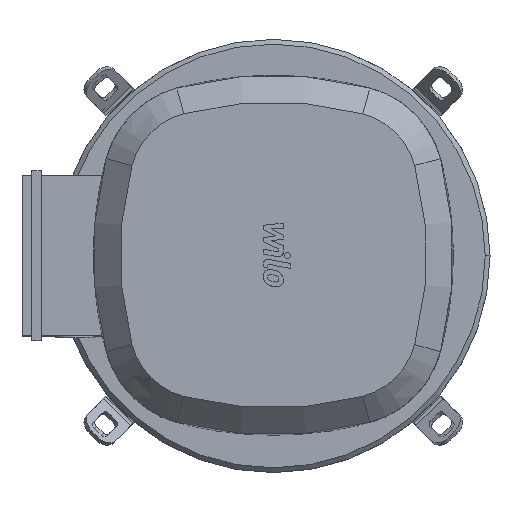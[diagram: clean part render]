
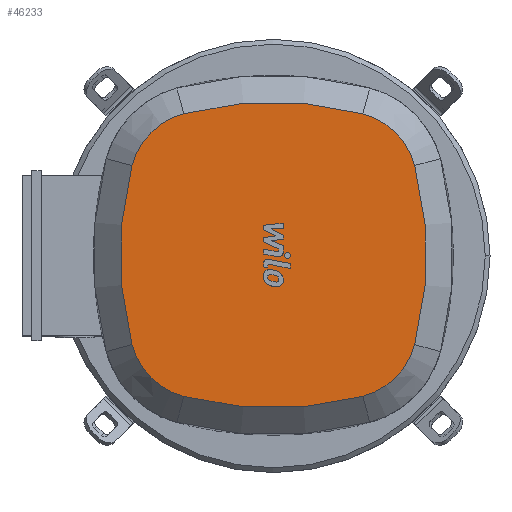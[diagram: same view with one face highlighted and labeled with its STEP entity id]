
A CAD part, top view. The second image highlights one B-rep face of the part: STEP entity #46233.
In plain terms, the highlighted planar face has unit normal (0, 0, 1).
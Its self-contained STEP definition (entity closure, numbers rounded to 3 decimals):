
#45868=CARTESIAN_POINT('',(-146.784,-92.992,1767.0));
#45869=VERTEX_POINT('',#45868);
#45887=CARTESIAN_POINT('',(-92.992,-146.784,1767.0));
#45888=VERTEX_POINT('',#45887);
#45895=CARTESIAN_POINT('',(-73.362,-73.362,1767.0));
#45896=DIRECTION('',(0.0,0.0,-1.0));
#45897=DIRECTION('',(0.0,-1.0,0.0));
#45898=AXIS2_PLACEMENT_3D('',#45895,#45896,#45897);
#45899=CIRCLE('',#45898,76.);
#45900=EDGE_CURVE('',#45888,#45869,#45899,.T.);
#45910=CARTESIAN_POINT('',(-146.784,92.992,1767.0));
#45911=VERTEX_POINT('',#45910);
#45928=CARTESIAN_POINT('',(201.037,0.,1767.0));
#45929=DIRECTION('',(0.0,0.0,-1.));
#45930=DIRECTION('',(-0.966,0.258,0.0));
#45931=AXIS2_PLACEMENT_3D('',#45928,#45929,#45930);
#45932=CIRCLE('',#45931,360.037);
#45933=EDGE_CURVE('',#45869,#45911,#45932,.T.);
#45945=CARTESIAN_POINT('',(92.992,-146.784,1767.0));
#45946=VERTEX_POINT('',#45945);
#45953=CARTESIAN_POINT('',(0.,201.037,1767.0));
#45954=DIRECTION('',(0.0,0.0,-1.0));
#45955=DIRECTION('',(-0.258,-0.966,0.0));
#45956=AXIS2_PLACEMENT_3D('',#45953,#45954,#45955);
#45957=CIRCLE('',#45956,360.037);
#45958=EDGE_CURVE('',#45946,#45888,#45957,.T.);
#45976=CARTESIAN_POINT('',(-92.992,146.784,1767.0));
#45977=VERTEX_POINT('',#45976);
#45994=CARTESIAN_POINT('',(-73.362,73.362,1767.0));
#45995=DIRECTION('',(0.0,0.0,-1.0));
#45996=DIRECTION('',(-1.0,0.0,0.0));
#45997=AXIS2_PLACEMENT_3D('',#45994,#45995,#45996);
#45998=CIRCLE('',#45997,76.0);
#45999=EDGE_CURVE('',#45911,#45977,#45998,.T.);
#46011=CARTESIAN_POINT('',(146.784,-92.992,1767.0));
#46012=VERTEX_POINT('',#46011);
#46019=CARTESIAN_POINT('',(73.362,-73.362,1767.0));
#46020=DIRECTION('',(0.0,0.0,-1.0));
#46021=DIRECTION('',(1.0,0.0,0.0));
#46022=AXIS2_PLACEMENT_3D('',#46019,#46020,#46021);
#46023=CIRCLE('',#46022,76.0);
#46024=EDGE_CURVE('',#46012,#45946,#46023,.T.);
#46042=CARTESIAN_POINT('',(92.992,146.784,1767.0));
#46043=VERTEX_POINT('',#46042);
#46060=CARTESIAN_POINT('',(0.,-201.037,1767.0));
#46061=DIRECTION('',(0.0,0.0,-1.));
#46062=DIRECTION('',(0.258,0.966,0.0));
#46063=AXIS2_PLACEMENT_3D('',#46060,#46061,#46062);
#46064=CIRCLE('',#46063,360.037);
#46065=EDGE_CURVE('',#45977,#46043,#46064,.T.);
#46077=CARTESIAN_POINT('',(146.784,92.992,1767.0));
#46078=VERTEX_POINT('',#46077);
#46085=CARTESIAN_POINT('',(-201.037,0.,1767.0));
#46086=DIRECTION('',(0.0,0.0,-1.));
#46087=DIRECTION('',(0.966,-0.258,0.0));
#46088=AXIS2_PLACEMENT_3D('',#46085,#46086,#46087);
#46089=CIRCLE('',#46088,360.037);
#46090=EDGE_CURVE('',#46078,#46012,#46089,.T.);
#46109=CARTESIAN_POINT('',(73.362,73.362,1767.0));
#46110=DIRECTION('',(0.0,0.0,-1.0));
#46111=DIRECTION('',(0.0,1.0,0.0));
#46112=AXIS2_PLACEMENT_3D('',#46109,#46110,#46111);
#46113=CIRCLE('',#46112,76.);
#46114=EDGE_CURVE('',#46043,#46078,#46113,.T.);
#46218=CARTESIAN_POINT('',(161.334,0.,1767.0));
#46219=DIRECTION('',(0.0,0.0,1.0));
#46220=DIRECTION('',(-1.0,0.0,0.0));
#46221=AXIS2_PLACEMENT_3D('',#46218,#46219,#46220);
#46222=PLANE('',#46221);
#46223=ORIENTED_EDGE('',*,*,#45900,.F.);
#46224=ORIENTED_EDGE('',*,*,#45958,.F.);
#46225=ORIENTED_EDGE('',*,*,#46024,.F.);
#46226=ORIENTED_EDGE('',*,*,#46090,.F.);
#46227=ORIENTED_EDGE('',*,*,#46114,.F.);
#46228=ORIENTED_EDGE('',*,*,#46065,.F.);
#46229=ORIENTED_EDGE('',*,*,#45999,.F.);
#46230=ORIENTED_EDGE('',*,*,#45933,.F.);
#46231=EDGE_LOOP('',(#46223,#46224,#46225,#46226,#46227,#46228,#46229,#46230));
#46232=FACE_OUTER_BOUND('',#46231,.T.);
#46233=ADVANCED_FACE('',(#46232),#46222,.T.);
